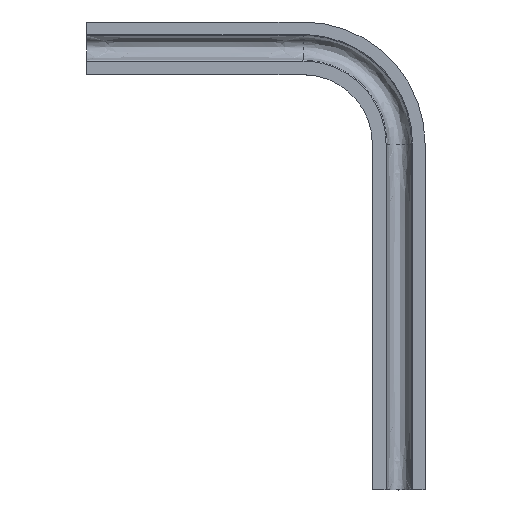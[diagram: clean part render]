
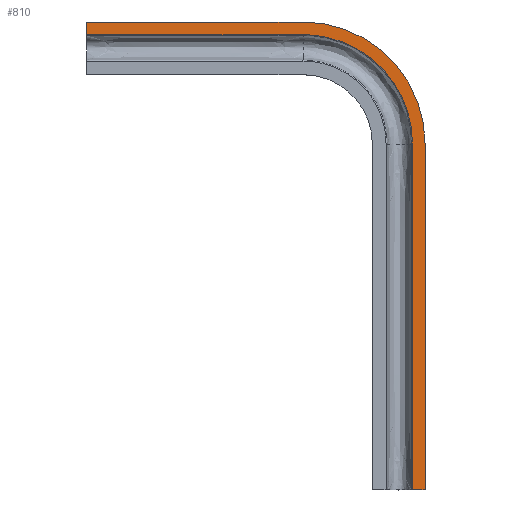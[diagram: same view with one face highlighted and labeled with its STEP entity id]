
A CAD part, top view. The second image highlights one B-rep face of the part: STEP entity #810.
In plain terms, the highlighted planar face has unit normal (0, 0, 1).
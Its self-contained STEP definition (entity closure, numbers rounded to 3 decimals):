
#119 = VERTEX_POINT('',#120);
#120 = CARTESIAN_POINT('',(416.9,0.,2.));
#126 = EDGE_CURVE('',#119,#127,#129,.T.);
#127 = VERTEX_POINT('',#128);
#128 = CARTESIAN_POINT('',(401.344,0.,2.));
#129 = LINE('',#130,#131);
#130 = CARTESIAN_POINT('',(416.9,0.,2.));
#131 = VECTOR('',#132,1.);
#132 = DIRECTION('',(-1.,0.,0.));
#605 = EDGE_CURVE('',#127,#606,#608,.T.);
#606 = VERTEX_POINT('',#607);
#607 = CARTESIAN_POINT('',(401.341,426.379,2.));
#608 = B_SPLINE_CURVE_WITH_KNOTS('',11,(#609,#610,#611,#612,#613,#614,
    #615,#616,#617,#618,#619,#620,#621,#622,#623,#624,#625,#626,#627,
    #628,#629,#630),.UNSPECIFIED.,.F.,.F.,(12,10,12),(-55.276,
    -0.003,426.305),.UNSPECIFIED.);
#609 = CARTESIAN_POINT('',(401.344,-55.278,2.));
#610 = CARTESIAN_POINT('',(401.344,-50.253,2.));
#611 = CARTESIAN_POINT('',(401.344,-45.228,2.));
#612 = CARTESIAN_POINT('',(401.344,-40.202,2.));
#613 = CARTESIAN_POINT('',(401.344,-35.177,2.));
#614 = CARTESIAN_POINT('',(401.344,-30.152,2.));
#615 = CARTESIAN_POINT('',(401.344,-25.127,2.));
#616 = CARTESIAN_POINT('',(401.344,-20.102,2.));
#617 = CARTESIAN_POINT('',(401.344,-15.077,2.));
#618 = CARTESIAN_POINT('',(401.344,-10.052,2.));
#619 = CARTESIAN_POINT('',(401.344,-5.027,2.));
#620 = CARTESIAN_POINT('',(401.344,38.753,2.));
#621 = CARTESIAN_POINT('',(401.344,77.509,2.));
#622 = CARTESIAN_POINT('',(401.344,116.266,
    2.));
#623 = CARTESIAN_POINT('',(401.344,155.023,
    2.));
#624 = CARTESIAN_POINT('',(401.344,193.79,
    2.));
#625 = CARTESIAN_POINT('',(401.344,232.548,
    2.));
#626 = CARTESIAN_POINT('',(401.344,271.338,
    2.));
#627 = CARTESIAN_POINT('',(401.344,310.091,
    2.));
#628 = CARTESIAN_POINT('',(401.344,348.878,2.));
#629 = CARTESIAN_POINT('',(401.346,387.328,2.));
#630 = CARTESIAN_POINT('',(401.341,426.379,2.));
#810 = ADVANCED_FACE('',(#811),#897,.T.);
#811 = FACE_BOUND('',#812,.T.);
#812 = EDGE_LOOP('',(#813,#823,#854,#872,#873,#874,#882,#891));
#813 = ORIENTED_EDGE('',*,*,#814,.T.);
#814 = EDGE_CURVE('',#815,#817,#819,.T.);
#815 = VERTEX_POINT('',#816);
#816 = CARTESIAN_POINT('',(0.,576.8,2.));
#817 = VERTEX_POINT('',#818);
#818 = CARTESIAN_POINT('',(0.,561.244,2.));
#819 = LINE('',#820,#821);
#820 = CARTESIAN_POINT('',(0.,576.8,2.));
#821 = VECTOR('',#822,1.);
#822 = DIRECTION('',(0.,-1.,0.));
#823 = ORIENTED_EDGE('',*,*,#824,.F.);
#824 = EDGE_CURVE('',#825,#817,#827,.T.);
#825 = VERTEX_POINT('',#826);
#826 = CARTESIAN_POINT('',(266.466,561.242,2.));
#827 = B_SPLINE_CURVE_WITH_KNOTS('',13,(#828,#829,#830,#831,#832,#833,
    #834,#835,#836,#837,#838,#839,#840,#841,#842,#843,#844,#845,#846,
    #847,#848,#849,#850,#851,#852,#853),.UNSPECIFIED.,.F.,.F.,(14,12,14)
  ,(636.769,903.191,958.466),.UNSPECIFIED.);
#828 = CARTESIAN_POINT('',(266.466,561.242,2.));
#829 = CARTESIAN_POINT('',(245.843,561.246,2.));
#830 = CARTESIAN_POINT('',(225.505,561.244,
    2.));
#831 = CARTESIAN_POINT('',(204.924,561.244,
    2.));
#832 = CARTESIAN_POINT('',(184.465,561.244,
    2.));
#833 = CARTESIAN_POINT('',(163.936,561.244,
    2.));
#834 = CARTESIAN_POINT('',(143.466,561.244,2.)
  );
#835 = CARTESIAN_POINT('',(122.954,561.244,
    2.));
#836 = CARTESIAN_POINT('',(102.471,561.244,
    2.));
#837 = CARTESIAN_POINT('',(81.973,561.244,
    2.));
#838 = CARTESIAN_POINT('',(61.481,561.244,
    2.));
#839 = CARTESIAN_POINT('',(40.987,561.244,2.));
#840 = CARTESIAN_POINT('',(20.493,561.244,2.));
#841 = CARTESIAN_POINT('',(-4.253,561.244,2.));
#842 = CARTESIAN_POINT('',(-8.505,561.244,2.));
#843 = CARTESIAN_POINT('',(-12.757,561.244,2.));
#844 = CARTESIAN_POINT('',(-17.009,561.244,2.));
#845 = CARTESIAN_POINT('',(-21.261,561.244,2.));
#846 = CARTESIAN_POINT('',(-25.512,561.244,2.));
#847 = CARTESIAN_POINT('',(-29.764,561.244,2.));
#848 = CARTESIAN_POINT('',(-34.016,561.244,2.));
#849 = CARTESIAN_POINT('',(-38.268,561.244,2.));
#850 = CARTESIAN_POINT('',(-42.52,561.244,2.));
#851 = CARTESIAN_POINT('',(-46.772,561.244,2.));
#852 = CARTESIAN_POINT('',(-51.024,561.244,2.));
#853 = CARTESIAN_POINT('',(-55.276,561.244,2.));
#854 = ORIENTED_EDGE('',*,*,#855,.F.);
#855 = EDGE_CURVE('',#606,#825,#856,.T.);
#856 = ( BOUNDED_CURVE() B_SPLINE_CURVE(14,(#857,#858,#859,#860,#861,
    #862,#863,#864,#865,#866,#867,#868,#869,#870,#871),.UNSPECIFIED.,.F.
,.F.) B_SPLINE_CURVE_WITH_KNOTS((15,15),(426.305,636.769),
.PIECEWISE_BEZIER_KNOTS.) CURVE() GEOMETRIC_REPRESENTATION_ITEM() 
RATIONAL_B_SPLINE_CURVE((1.,1.,1.,1.
    ,1.,1.,1.,1.,
    1.,1.,1.,1.,
1.,1.,1.)) REPRESENTATION_ITEM('') );
#857 = CARTESIAN_POINT('',(401.341,426.379,2.));
#858 = CARTESIAN_POINT('',(401.34,441.526,2.));
#859 = CARTESIAN_POINT('',(399.492,456.683,2.));
#860 = CARTESIAN_POINT('',(395.822,471.854,2.));
#861 = CARTESIAN_POINT('',(390.203,485.966,2.));
#862 = CARTESIAN_POINT('',(383.256,499.63,2.));
#863 = CARTESIAN_POINT('',(374.359,512.379,2.));
#864 = CARTESIAN_POINT('',(364.153,524.019,2.));
#865 = CARTESIAN_POINT('',(352.482,534.28,2.));
#866 = CARTESIAN_POINT('',(339.741,543.121,2.));
#867 = CARTESIAN_POINT('',(326.07,550.172,2.));
#868 = CARTESIAN_POINT('',(311.832,555.722,2.));
#869 = CARTESIAN_POINT('',(296.776,559.401,2.));
#870 = CARTESIAN_POINT('',(281.595,561.239,2.));
#871 = CARTESIAN_POINT('',(266.466,561.242,2.));
#872 = ORIENTED_EDGE('',*,*,#605,.F.);
#873 = ORIENTED_EDGE('',*,*,#126,.F.);
#874 = ORIENTED_EDGE('',*,*,#875,.T.);
#875 = EDGE_CURVE('',#119,#876,#878,.T.);
#876 = VERTEX_POINT('',#877);
#877 = CARTESIAN_POINT('',(416.9,426.3,2.));
#878 = LINE('',#879,#880);
#879 = CARTESIAN_POINT('',(416.9,0.,2.));
#880 = VECTOR('',#881,1.);
#881 = DIRECTION('',(0.,1.,0.));
#882 = ORIENTED_EDGE('',*,*,#883,.T.);
#883 = EDGE_CURVE('',#876,#884,#886,.T.);
#884 = VERTEX_POINT('',#885);
#885 = CARTESIAN_POINT('',(266.4,576.8,2.));
#886 = CIRCLE('',#887,150.5);
#887 = AXIS2_PLACEMENT_3D('',#888,#889,#890);
#888 = CARTESIAN_POINT('',(266.4,426.3,2.));
#889 = DIRECTION('',(0.,0.,1.));
#890 = DIRECTION('',(1.,0.,0.));
#891 = ORIENTED_EDGE('',*,*,#892,.T.);
#892 = EDGE_CURVE('',#884,#815,#893,.T.);
#893 = LINE('',#894,#895);
#894 = CARTESIAN_POINT('',(0.,576.8,2.));
#895 = VECTOR('',#896,1.);
#896 = DIRECTION('',(-1.,0.,0.));
#897 = PLANE('',#898);
#898 = AXIS2_PLACEMENT_3D('',#899,#900,#901);
#899 = CARTESIAN_POINT('',(313.432,387.916,2.));
#900 = DIRECTION('',(0.,0.,1.));
#901 = DIRECTION('',(0.,-1.,0.));
